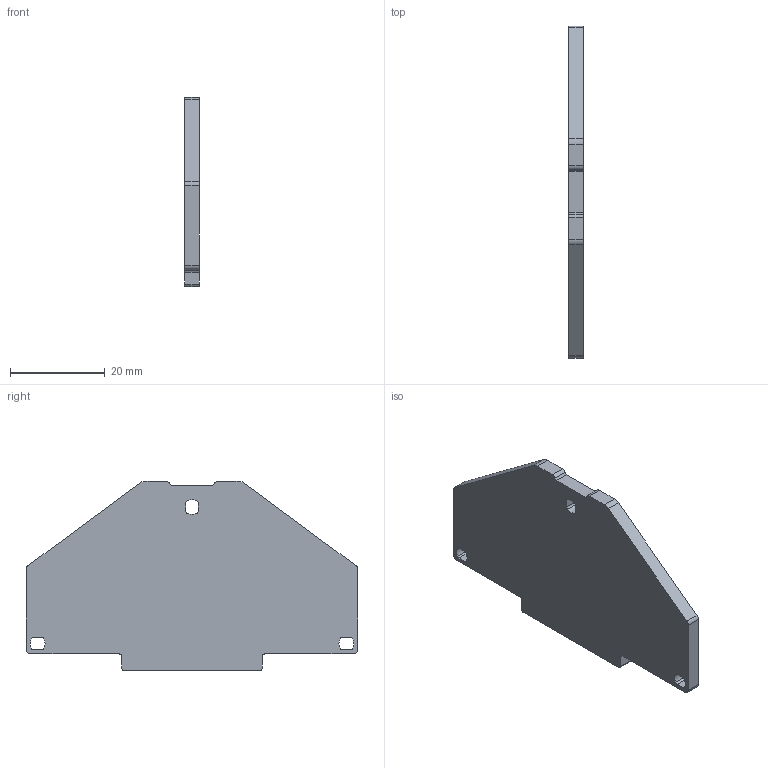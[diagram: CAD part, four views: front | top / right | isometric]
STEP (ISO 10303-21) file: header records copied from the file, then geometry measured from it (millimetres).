
FILE_DESCRIPTION(('CATIA V5 STEP Exchange','CAx-IF Rec.Pracs.--- Model Styling and Organization---1.4--- 2014-01-23'),'2;1');
FILE_NAME ('010080-2_0', '2021-03-26T08:48:49+00:00', ('none'), ('Weidmueller'), 'CATIA Version 5-6 Release 2016 SP3 HF44', 'CATIA V5 STEP AP214', 'none');
FILE_SCHEMA(('AUTOMOTIVE_DESIGN { 1 0 10303 214 1 1 1 1 }'));
Length unit declared in the file: millimetre
Products named in the file (1): 1268010000
Bounding box: 3 x 70 x 39.9 mm (x, y, z)
Volume: 6537.6 mm3; surface area: 5030.7 mm2
Topology: 1 solids, 1 shells, 52 faces, 156 edges, 106 vertices
Faces by surface type: cylinder 30, plane 22
Entity records: 1754 total; most frequent: CARTESIAN_POINT 312, ORIENTED_EDGE 312, DIRECTION 254, EDGE_CURVE 156, AXIS2_PLACEMENT_3D 112, VERTEX_POINT 106, VECTOR 94, LINE 94
